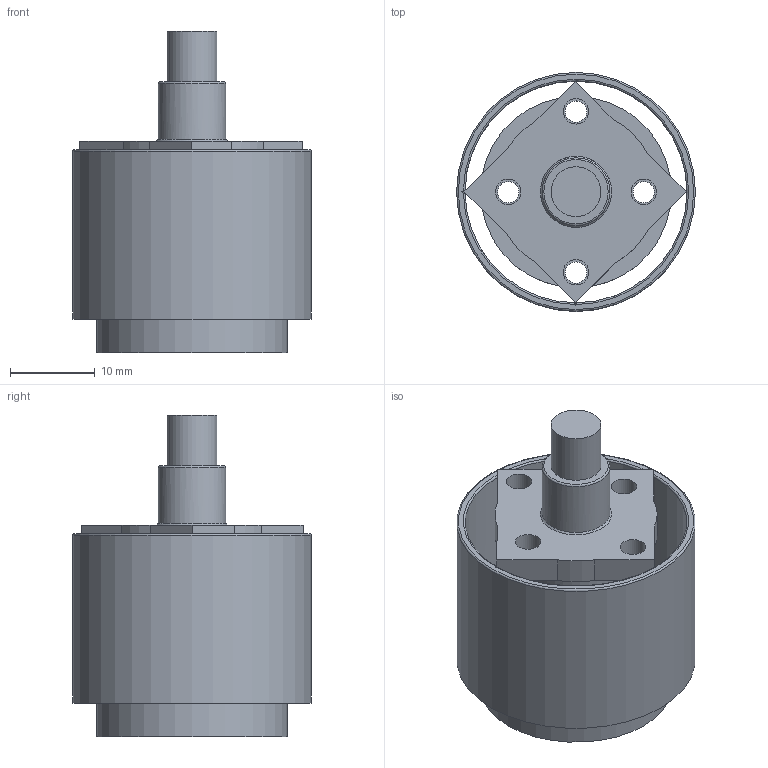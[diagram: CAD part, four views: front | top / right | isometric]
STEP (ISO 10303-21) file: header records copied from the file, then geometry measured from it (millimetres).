
FILE_DESCRIPTION(/* description */ (''),/* implementation_level */ '2;1');
FILE_NAME(/* name */ 'Servo v1.step',/* time_stamp */ '2025-07-15T10:11:48+05:30',/* author */ (''),/* organization */ (''),/* preprocessor_version */ 'ST-DEVELOPER v20.1',/* originating_system */ 'Autodesk Translation Framework v14.4.0.0',/* authorisation */ '');
FILE_SCHEMA (('AUTOMOTIVE_DESIGN { 1 0 10303 214 3 1 1 }'));
Length unit declared in the file: millimetre
Products named in the file (1): Servo
Bounding box: 28.2 x 28.2 x 38 mm (x, y, z)
Volume: 6731.9 mm3; surface area: 6449.6 mm2
Topology: 1 solids, 1 shells, 47 faces, 123 edges, 80 vertices
Faces by surface type: cylinder 22, plane 16, bspline 5, torus 4
Full cylindrical faces by diameter (mm): 2.529 x4, 3 x4, 5.884 x1, 8 x1, 12 x1, 22.55 x1, 26.2 x1, 28.2 x1
Entity records: 1845 total; most frequent: CARTESIAN_POINT 621, ORIENTED_EDGE 246, DIRECTION 240, EDGE_CURVE 123, AXIS2_PLACEMENT_3D 95, VERTEX_POINT 80, EDGE_LOOP 69, LINE 50
